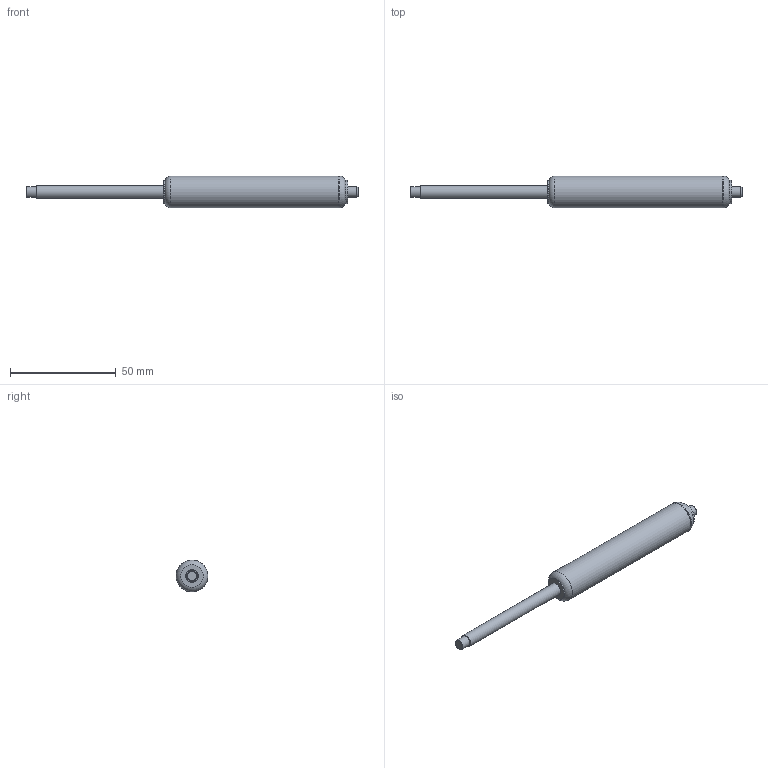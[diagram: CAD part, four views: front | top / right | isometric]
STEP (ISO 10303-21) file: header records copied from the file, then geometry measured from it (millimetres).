
FILE_DESCRIPTION((''),'2;1');
FILE_NAME('GF-0615-Hub-060-EBL-147.stp','2011-04-07T15:53:24',('CADNEU'),(''),'Autodesk Inventor 2011','Autodesk Inventor 2011','');
FILE_SCHEMA(('AUTOMOTIVE_DESIGN { 1 0 10303 214 1 1 1 1 }'));
Length unit declared in the file: millimetre
Products named in the file (5): GF-0615-Hub-060-EBL-147; Zylinder_15; Kolbenstange_06; Gewindeanschluß_V0_15; Gewindeanschluß_V0
Assembly tree (4 placements, depth 2):
  GF-0615-Hub-060-EBL-147
    Zylinder_15
    Kolbenstange_06
    Gewindeanschluß_V0_15
    Gewindeanschluß_V0
Bounding box: 156.8 x 15 x 15 mm (x, y, z)
Volume: 16985.6 mm3; surface area: 6052.4 mm2
Topology: 4 solids, 4 shells, 22 faces, 31 edges, 18 vertices
Faces by surface type: plane 9, cylinder 7, cone 4, torus 2
Full cylindrical faces by diameter (mm): 5 x2, 6 x1, 10.8 x1, 10.9 x1, 15 x2
Entity records: 595 total; most frequent: DIRECTION 98, CARTESIAN_POINT 67, AXIS2_PLACEMENT_3D 49, ORIENTED_EDGE 36, EDGE_LOOP 36, STYLED_ITEM 23, FACE_OUTER_BOUND 22, ADVANCED_FACE 22
